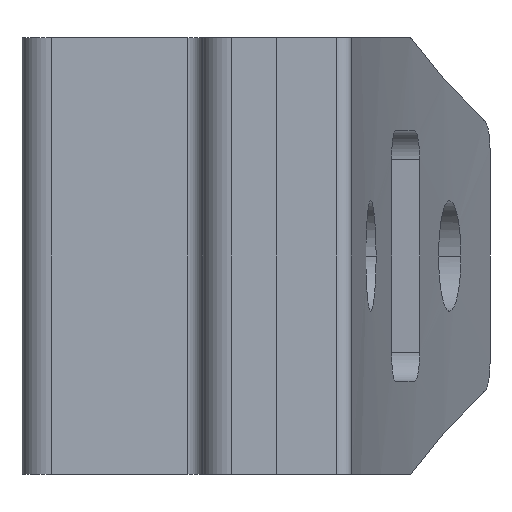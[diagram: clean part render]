
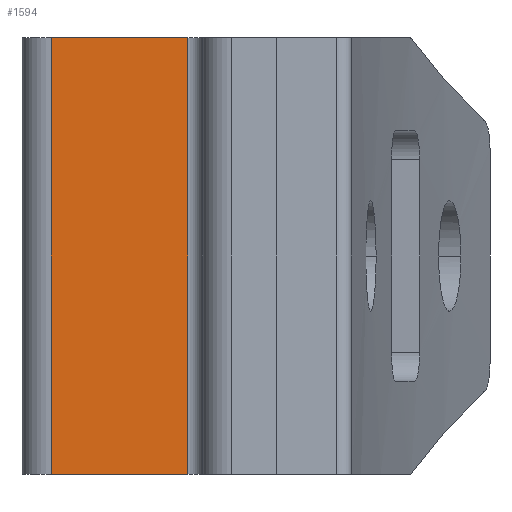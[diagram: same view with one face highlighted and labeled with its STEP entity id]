
A CAD part, left-side view. The second image highlights one B-rep face of the part: STEP entity #1594.
In plain terms, the highlighted planar face has unit normal (-1, 0, 0).
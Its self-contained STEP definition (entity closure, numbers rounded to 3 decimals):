
#1402=CARTESIAN_POINT('Line Origine',(1750.483,1883.936,0.)) ;
#1406=CARTESIAN_POINT('Vertex',(1750.483,1883.936,-7.5)) ;
#1408=CARTESIAN_POINT('Vertex',(1750.483,1883.936,7.5)) ;
#1564=CARTESIAN_POINT('Axis2P3D Location',(1750.483,1886.005,7.5)) ;
#1569=CARTESIAN_POINT('Line Origine',(1750.483,1888.64,0.)) ;
#1573=CARTESIAN_POINT('Vertex',(1750.483,1888.64,7.5)) ;
#1575=CARTESIAN_POINT('Vertex',(1750.483,1888.64,-7.5)) ;
#1578=CARTESIAN_POINT('Line Origine',(1750.483,1886.288,-7.5)) ;
#1583=CARTESIAN_POINT('Line Origine',(1750.483,1886.288,7.5)) ;
#1403=DIRECTION('Vector Direction',(0.,0.,-1.)) ;
#1565=DIRECTION('Axis2P3D Direction',(1.,0.,-0.)) ;
#1566=DIRECTION('Axis2P3D XDirection',(0.,1.,0.)) ;
#1570=DIRECTION('Vector Direction',(0.,0.,1.)) ;
#1579=DIRECTION('Vector Direction',(0.,-1.,0.)) ;
#1584=DIRECTION('Vector Direction',(0.,-1.,0.)) ;
#1567=AXIS2_PLACEMENT_3D('Plane Axis2P3D',#1564,#1565,#1566) ;
#1589=ORIENTED_EDGE('',*,*,#1577,.T.) ;
#1590=ORIENTED_EDGE('',*,*,#1582,.T.) ;
#1591=ORIENTED_EDGE('',*,*,#1410,.T.) ;
#1592=ORIENTED_EDGE('',*,*,#1587,.F.) ;
#1404=VECTOR('Line Direction',#1403,1.) ;
#1571=VECTOR('Line Direction',#1570,1.) ;
#1580=VECTOR('Line Direction',#1579,1.) ;
#1585=VECTOR('Line Direction',#1584,1.) ;
#1594=ADVANCED_FACE('Enl\X2\00E8\X0\vement de mati\X2\00E8\X0\re-R\X2\00E9\X0\volution2',(#1593),#1568,.F.) ;
#1410=EDGE_CURVE('',#1407,#1409,#1405,.F.) ;
#1577=EDGE_CURVE('',#1574,#1576,#1572,.F.) ;
#1582=EDGE_CURVE('',#1576,#1407,#1581,.T.) ;
#1587=EDGE_CURVE('',#1574,#1409,#1586,.T.) ;
#1588=EDGE_LOOP('',(#1589,#1590,#1591,#1592)) ;
#1593=FACE_OUTER_BOUND('',#1588,.T.) ;
#1405=LINE('Line',#1402,#1404) ;
#1572=LINE('Line',#1569,#1571) ;
#1581=LINE('Line',#1578,#1580) ;
#1586=LINE('Line',#1583,#1585) ;
#1568=PLANE('Plane',#1567) ;
#1407=VERTEX_POINT('',#1406) ;
#1409=VERTEX_POINT('',#1408) ;
#1574=VERTEX_POINT('',#1573) ;
#1576=VERTEX_POINT('',#1575) ;
